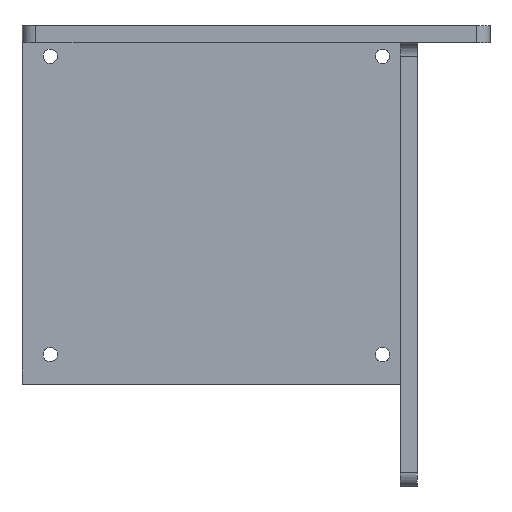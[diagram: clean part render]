
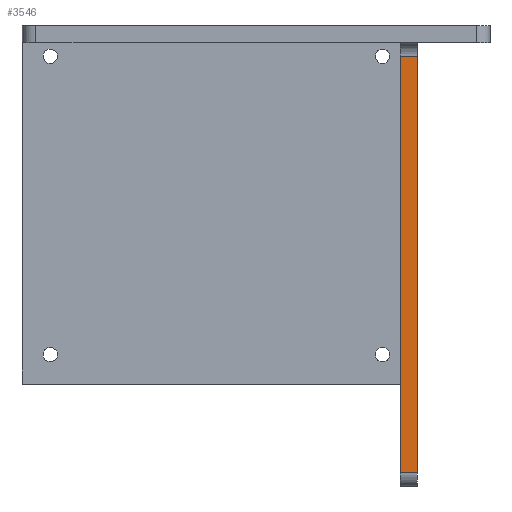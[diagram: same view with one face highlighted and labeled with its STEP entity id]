
A CAD part, front view. The second image highlights one B-rep face of the part: STEP entity #3546.
In plain terms, the highlighted planar face has unit normal (0, -1, 0).
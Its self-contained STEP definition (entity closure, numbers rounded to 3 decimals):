
#215 = PLANE('',#216);
#216 = AXIS2_PLACEMENT_3D('',#217,#218,#219);
#217 = CARTESIAN_POINT('',(58.8,65.,0.));
#218 = DIRECTION('',(-1.,-0.,-0.));
#219 = DIRECTION('',(0.,-1.,0.));
#266 = CYLINDRICAL_SURFACE('',#267,4.);
#267 = AXIS2_PLACEMENT_3D('',#268,#269,#270);
#268 = CARTESIAN_POINT('',(58.8,-4.,-4.));
#269 = DIRECTION('',(-1.,0.,0.));
#270 = DIRECTION('',(0.,0.,1.));
#294 = PLANE('',#295);
#295 = AXIS2_PLACEMENT_3D('',#296,#297,#298);
#296 = CARTESIAN_POINT('',(53.8,0.,0.));
#297 = DIRECTION('',(1.,0.,0.));
#298 = DIRECTION('',(0.,1.,0.));
#1994 = VERTEX_POINT('',#1995);
#1995 = CARTESIAN_POINT('',(58.8,0.,-126.));
#2014 = CYLINDRICAL_SURFACE('',#2015,4.);
#2015 = AXIS2_PLACEMENT_3D('',#2016,#2017,#2018);
#2016 = CARTESIAN_POINT('',(58.8,4.,-126.));
#2017 = DIRECTION('',(-1.,0.,0.));
#2018 = DIRECTION('',(0.,-1.,0.));
#2026 = EDGE_CURVE('',#2027,#1994,#2029,.T.);
#2027 = VERTEX_POINT('',#2028);
#2028 = CARTESIAN_POINT('',(58.8,0.,-4.));
#2029 = SURFACE_CURVE('',#2030,(#2034,#2041),.PCURVE_S1.);
#2030 = LINE('',#2031,#2032);
#2031 = CARTESIAN_POINT('',(58.8,0.,0.));
#2032 = VECTOR('',#2033,1.);
#2033 = DIRECTION('',(0.,0.,-1.));
#2034 = PCURVE('',#215,#2035);
#2035 = DEFINITIONAL_REPRESENTATION('',(#2036),#2040);
#2036 = LINE('',#2037,#2038);
#2037 = CARTESIAN_POINT('',(65.,0.));
#2038 = VECTOR('',#2039,1.);
#2039 = DIRECTION('',(0.,-1.));
#2040 = ( GEOMETRIC_REPRESENTATION_CONTEXT(2) 
PARAMETRIC_REPRESENTATION_CONTEXT() REPRESENTATION_CONTEXT('2D SPACE',''
  ) );
#2041 = PCURVE('',#2042,#2047);
#2042 = PLANE('',#2043);
#2043 = AXIS2_PLACEMENT_3D('',#2044,#2045,#2046);
#2044 = CARTESIAN_POINT('',(58.8,0.,0.));
#2045 = DIRECTION('',(0.,1.,0.));
#2046 = DIRECTION('',(-1.,0.,0.));
#2047 = DEFINITIONAL_REPRESENTATION('',(#2048),#2052);
#2048 = LINE('',#2049,#2050);
#2049 = CARTESIAN_POINT('',(0.,0.));
#2050 = VECTOR('',#2051,1.);
#2051 = DIRECTION('',(0.,-1.));
#2052 = ( GEOMETRIC_REPRESENTATION_CONTEXT(2) 
PARAMETRIC_REPRESENTATION_CONTEXT() REPRESENTATION_CONTEXT('2D SPACE',''
  ) );
#2301 = EDGE_CURVE('',#2027,#2302,#2304,.T.);
#2302 = VERTEX_POINT('',#2303);
#2303 = CARTESIAN_POINT('',(53.8,0.,-4.));
#2304 = SURFACE_CURVE('',#2305,(#2309,#2316),.PCURVE_S1.);
#2305 = LINE('',#2306,#2307);
#2306 = CARTESIAN_POINT('',(58.8,0.,-4.));
#2307 = VECTOR('',#2308,1.);
#2308 = DIRECTION('',(-1.,0.,0.));
#2309 = PCURVE('',#266,#2310);
#2310 = DEFINITIONAL_REPRESENTATION('',(#2311),#2315);
#2311 = LINE('',#2312,#2313);
#2312 = CARTESIAN_POINT('',(1.571,0.));
#2313 = VECTOR('',#2314,1.);
#2314 = DIRECTION('',(0.,1.));
#2315 = ( GEOMETRIC_REPRESENTATION_CONTEXT(2) 
PARAMETRIC_REPRESENTATION_CONTEXT() REPRESENTATION_CONTEXT('2D SPACE',''
  ) );
#2316 = PCURVE('',#2042,#2317);
#2317 = DEFINITIONAL_REPRESENTATION('',(#2318),#2322);
#2318 = LINE('',#2319,#2320);
#2319 = CARTESIAN_POINT('',(0.,-4.));
#2320 = VECTOR('',#2321,1.);
#2321 = DIRECTION('',(1.,0.));
#2322 = ( GEOMETRIC_REPRESENTATION_CONTEXT(2) 
PARAMETRIC_REPRESENTATION_CONTEXT() REPRESENTATION_CONTEXT('2D SPACE',''
  ) );
#2381 = EDGE_CURVE('',#2302,#2382,#2384,.T.);
#2382 = VERTEX_POINT('',#2383);
#2383 = CARTESIAN_POINT('',(53.8,0.,-126.));
#2384 = SURFACE_CURVE('',#2385,(#2389,#2396),.PCURVE_S1.);
#2385 = LINE('',#2386,#2387);
#2386 = CARTESIAN_POINT('',(53.8,0.,0.));
#2387 = VECTOR('',#2388,1.);
#2388 = DIRECTION('',(0.,0.,-1.));
#2389 = PCURVE('',#294,#2390);
#2390 = DEFINITIONAL_REPRESENTATION('',(#2391),#2395);
#2391 = LINE('',#2392,#2393);
#2392 = CARTESIAN_POINT('',(0.,0.));
#2393 = VECTOR('',#2394,1.);
#2394 = DIRECTION('',(0.,-1.));
#2395 = ( GEOMETRIC_REPRESENTATION_CONTEXT(2) 
PARAMETRIC_REPRESENTATION_CONTEXT() REPRESENTATION_CONTEXT('2D SPACE',''
  ) );
#2396 = PCURVE('',#2042,#2397);
#2397 = DEFINITIONAL_REPRESENTATION('',(#2398),#2402);
#2398 = LINE('',#2399,#2400);
#2399 = CARTESIAN_POINT('',(5.,0.));
#2400 = VECTOR('',#2401,1.);
#2401 = DIRECTION('',(0.,-1.));
#2402 = ( GEOMETRIC_REPRESENTATION_CONTEXT(2) 
PARAMETRIC_REPRESENTATION_CONTEXT() REPRESENTATION_CONTEXT('2D SPACE',''
  ) );
#3526 = EDGE_CURVE('',#1994,#2382,#3527,.T.);
#3527 = SURFACE_CURVE('',#3528,(#3532,#3539),.PCURVE_S1.);
#3528 = LINE('',#3529,#3530);
#3529 = CARTESIAN_POINT('',(58.8,0.,-126.));
#3530 = VECTOR('',#3531,1.);
#3531 = DIRECTION('',(-1.,0.,0.));
#3532 = PCURVE('',#2014,#3533);
#3533 = DEFINITIONAL_REPRESENTATION('',(#3534),#3538);
#3534 = LINE('',#3535,#3536);
#3535 = CARTESIAN_POINT('',(-0.,0.));
#3536 = VECTOR('',#3537,1.);
#3537 = DIRECTION('',(-0.,1.));
#3538 = ( GEOMETRIC_REPRESENTATION_CONTEXT(2) 
PARAMETRIC_REPRESENTATION_CONTEXT() REPRESENTATION_CONTEXT('2D SPACE',''
  ) );
#3539 = PCURVE('',#2042,#3540);
#3540 = DEFINITIONAL_REPRESENTATION('',(#3541),#3545);
#3541 = LINE('',#3542,#3543);
#3542 = CARTESIAN_POINT('',(0.,-126.));
#3543 = VECTOR('',#3544,1.);
#3544 = DIRECTION('',(1.,0.));
#3545 = ( GEOMETRIC_REPRESENTATION_CONTEXT(2) 
PARAMETRIC_REPRESENTATION_CONTEXT() REPRESENTATION_CONTEXT('2D SPACE',''
  ) );
#3546 = ADVANCED_FACE('',(#3547),#2042,.F.);
#3547 = FACE_BOUND('',#3548,.F.);
#3548 = EDGE_LOOP('',(#3549,#3550,#3551,#3552));
#3549 = ORIENTED_EDGE('',*,*,#2026,.T.);
#3550 = ORIENTED_EDGE('',*,*,#3526,.T.);
#3551 = ORIENTED_EDGE('',*,*,#2381,.F.);
#3552 = ORIENTED_EDGE('',*,*,#2301,.F.);
